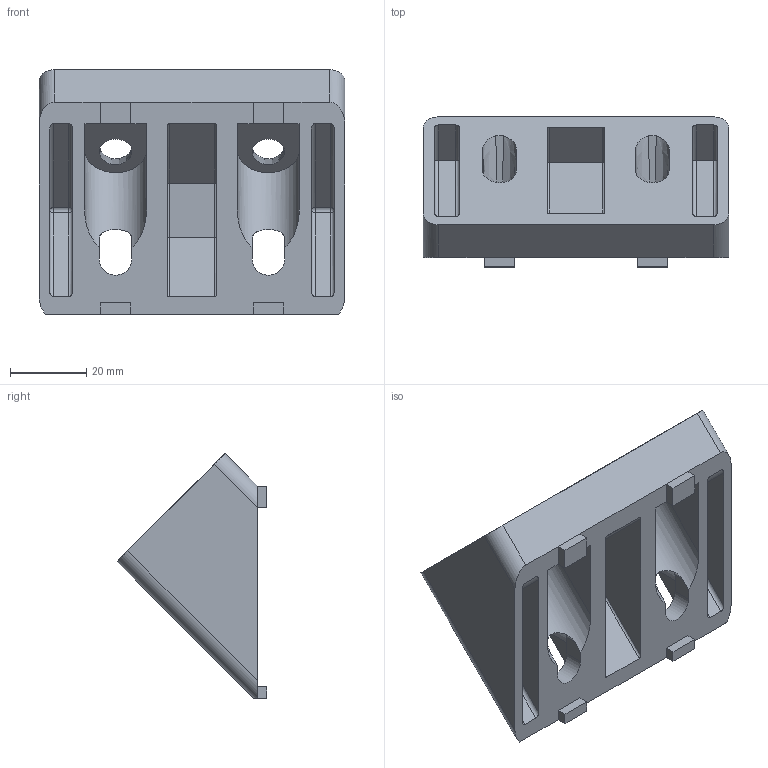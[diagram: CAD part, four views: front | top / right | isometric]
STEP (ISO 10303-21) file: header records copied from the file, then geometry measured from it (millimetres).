
FILE_DESCRIPTION( ( 'STEP AP203' ), '1' );
FILE_NAME( '093WS80145N08R.stp', '2021-11-24T12:20:33', ( 'License CC BY-ND 4.0' ), ( 'CADENAS' ), ' ', 'PARTsolutions', ' ' );
FILE_SCHEMA( ( 'CONFIG_CONTROL_DESIGN' ) );
Length unit declared in the file: millimetre
Products named in the file (1): _093WS80145N08R
Bounding box: 80 x 39.27 x 64.05 mm (x, y, z)
Volume: 61673.2 mm3; surface area: 24019.3 mm2
Topology: 1 solids, 1 shells, 127 faces, 347 edges, 226 vertices
Faces by surface type: plane 73, cylinder 48, sphere 4, bspline 2
Entity records: 4369 total; most frequent: CARTESIAN_POINT 1085, ORIENTED_EDGE 694, DIRECTION 649, EDGE_CURVE 347, LINE 233, VECTOR 233, VERTEX_POINT 226, AXIS2_PLACEMENT_3D 208
